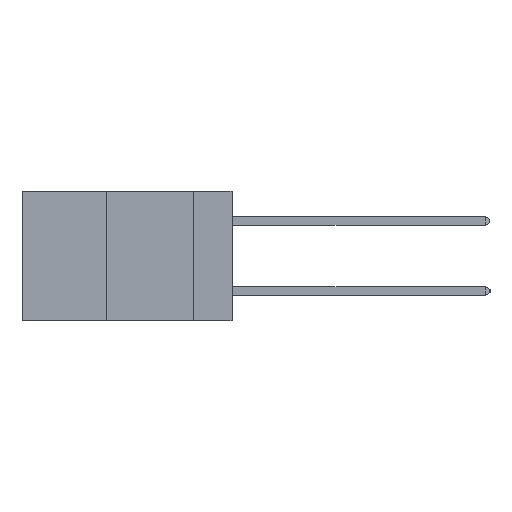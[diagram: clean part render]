
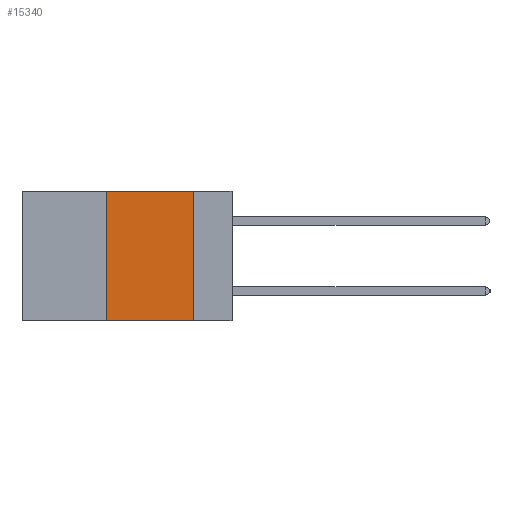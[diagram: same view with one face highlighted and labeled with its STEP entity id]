
A CAD part, left-side view. The second image highlights one B-rep face of the part: STEP entity #15340.
In plain terms, the highlighted planar face has unit normal (-1, 0, 0).
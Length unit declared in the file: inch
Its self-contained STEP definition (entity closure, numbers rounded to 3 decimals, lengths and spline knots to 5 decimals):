
#607 = CARTESIAN_POINT ( 'NONE',  ( 0., 0.36, 0. ) ) ;
#2389 = DIRECTION ( 'NONE',  ( 0., 0., 1. ) ) ;
#2905 = VERTEX_POINT ( 'NONE', #8892 ) ;
#3354 = ORIENTED_EDGE ( 'NONE', *, *, #18452, .F. ) ;
#3700 = DIRECTION ( 'NONE',  ( 0., -1., 0. ) ) ;
#4008 = AXIS2_PLACEMENT_3D ( 'NONE', #4548, #9730, #21241 ) ;
#4548 = CARTESIAN_POINT ( 'NONE',  ( 0., 0.6, 0. ) ) ;
#5616 = ORIENTED_EDGE ( 'NONE', *, *, #16486, .T. ) ;
#5917 = LINE ( 'NONE', #607, #9971 ) ;
#6214 = VERTEX_POINT ( 'NONE', #18571 ) ;
#6376 = LINE ( 'NONE', #13878, #15328 ) ;
#7789 = CARTESIAN_POINT ( 'NONE',  ( 0., 0.11, 0. ) ) ;
#7896 = DIRECTION ( 'NONE',  ( 0., -1., 0. ) ) ;
#8892 = CARTESIAN_POINT ( 'NONE',  ( 0., 0.11, 0. ) ) ;
#9407 = FACE_OUTER_BOUND ( 'NONE', #20455, .T. ) ;
#9730 = DIRECTION ( 'NONE',  ( 1., 0., 0. ) ) ;
#9971 = VECTOR ( 'NONE', #2389, 39.37008 ) ;
#13716 = CARTESIAN_POINT ( 'NONE',  ( 0., 0.36, -0.37 ) ) ;
#13731 = CARTESIAN_POINT ( 'NONE',  ( 0., 0.36, 0. ) ) ;
#13878 = CARTESIAN_POINT ( 'NONE',  ( 0., 0.6, -0.37 ) ) ;
#14985 = ORIENTED_EDGE ( 'NONE', *, *, #16794, .F. ) ;
#15210 = LINE ( 'NONE', #7789, #20062 ) ;
#15328 = VECTOR ( 'NONE', #3700, 39.37008 ) ;
#15340 = ADVANCED_FACE ( 'NONE', ( #9407 ), #19590, .F. ) ;
#16328 = ORIENTED_EDGE ( 'NONE', *, *, #17357, .F. ) ;
#16486 = EDGE_CURVE ( 'NONE', #17049, #6214, #6376, .T. ) ;
#16794 = EDGE_CURVE ( 'NONE', #19559, #2905, #21183, .T. ) ;
#17049 = VERTEX_POINT ( 'NONE', #13716 ) ;
#17335 = VECTOR ( 'NONE', #7896, 39.37008 ) ;
#17357 = EDGE_CURVE ( 'NONE', #2905, #6214, #15210, .T. ) ;
#17730 = DIRECTION ( 'NONE',  ( 0., 0., -1. ) ) ;
#18452 = EDGE_CURVE ( 'NONE', #17049, #19559, #5917, .T. ) ;
#18571 = CARTESIAN_POINT ( 'NONE',  ( 0., 0.11, -0.37 ) ) ;
#19476 = CARTESIAN_POINT ( 'NONE',  ( 0., 0.6, 0. ) ) ;
#19559 = VERTEX_POINT ( 'NONE', #13731 ) ;
#19590 = PLANE ( 'NONE',  #4008 ) ;
#20062 = VECTOR ( 'NONE', #17730, 39.37008 ) ;
#20455 = EDGE_LOOP ( 'NONE', ( #16328, #14985, #3354, #5616 ) ) ;
#21183 = LINE ( 'NONE', #19476, #17335 ) ;
#21241 = DIRECTION ( 'NONE',  ( 0., 0., -1. ) ) ;
